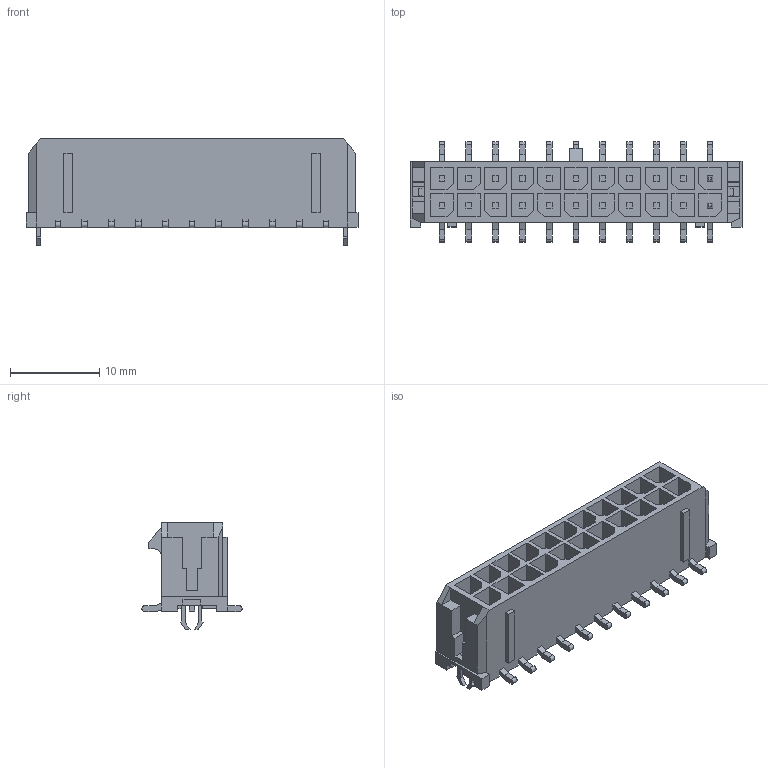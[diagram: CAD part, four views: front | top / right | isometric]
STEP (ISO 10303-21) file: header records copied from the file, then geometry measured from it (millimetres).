
FILE_DESCRIPTION((''),'2;1');
FILE_NAME('430452215','2020-04-17T',('gga'),(''),'PRO/ENGINEER BY PARAMETRIC TECHNOLOGY CORPORATION, 2016010','PRO/ENGINEER BY PARAMETRIC TECHNOLOGY CORPORATION, 2016010','');
FILE_SCHEMA(('CONFIG_CONTROL_DESIGN'));
Length unit declared in the file: millimetre
Products named in the file (1): 430452215
Bounding box: 37.15 x 11.2 x 11.96 mm (x, y, z)
Volume: 1481.2 mm3; surface area: 3339.5 mm2
Topology: 1 solids, 1 shells, 831 faces, 2197 edges, 1421 vertices
Faces by surface type: plane 808, cylinder 23
Entity records: 24792 total; most frequent: CARTESIAN_POINT 4347, ORIENTED_EDGE 4192, DIRECTION 3911, VECTOR 2147, LINE 2147, EDGE_CURVE 2096, VERTEX_POINT 1318, AXIS2_PLACEMENT_3D 882
